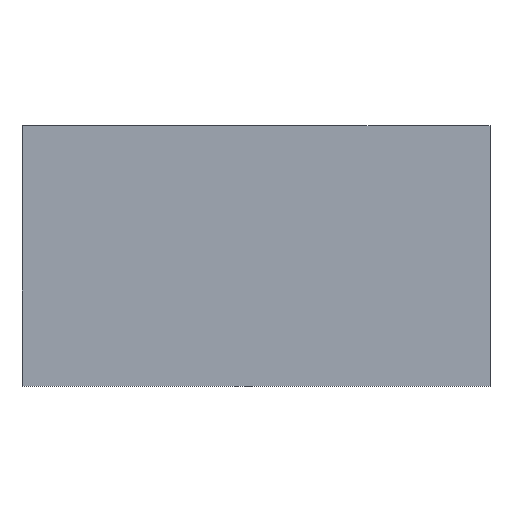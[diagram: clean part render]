
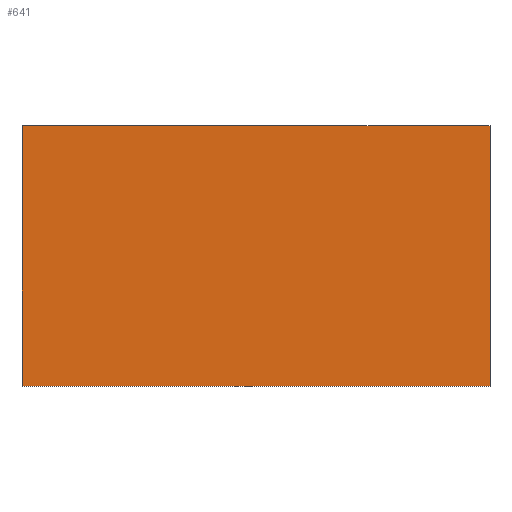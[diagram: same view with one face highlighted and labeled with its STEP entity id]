
A CAD part, top view. The second image highlights one B-rep face of the part: STEP entity #641.
In plain terms, the highlighted planar face has unit normal (0, 0, 1).
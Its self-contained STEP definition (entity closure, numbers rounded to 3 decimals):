
#35=FACE_OUTER_BOUND('',#67,.T.);
#67=EDGE_LOOP('',(#537,#538,#539,#540));
#108=LINE('',#917,#198);
#154=LINE('',#1008,#244);
#157=LINE('',#1014,#247);
#158=LINE('',#1015,#248);
#198=VECTOR('',#742,10.);
#244=VECTOR('',#816,10.);
#247=VECTOR('',#821,10.);
#248=VECTOR('',#822,10.);
#283=VERTEX_POINT('',#914);
#284=VERTEX_POINT('',#916);
#315=VERTEX_POINT('',#1007);
#317=VERTEX_POINT('',#1013);
#348=EDGE_CURVE('',#283,#284,#108,.T.);
#394=EDGE_CURVE('',#315,#283,#154,.T.);
#397=EDGE_CURVE('',#317,#284,#157,.T.);
#398=EDGE_CURVE('',#315,#317,#158,.T.);
#537=ORIENTED_EDGE('',*,*,#397,.T.);
#538=ORIENTED_EDGE('',*,*,#348,.F.);
#539=ORIENTED_EDGE('',*,*,#394,.F.);
#540=ORIENTED_EDGE('',*,*,#398,.T.);
#609=PLANE('',#687);
#641=ADVANCED_FACE('',(#35),#609,.T.);
#687=AXIS2_PLACEMENT_3D('',#1012,#819,#820);
#742=DIRECTION('',(1.,0.,0.));
#816=DIRECTION('',(0.,1.,0.));
#819=DIRECTION('center_axis',(0.,0.,1.));
#820=DIRECTION('ref_axis',(1.,0.,0.));
#821=DIRECTION('',(0.,1.,0.));
#822=DIRECTION('',(1.,0.,0.));
#914=CARTESIAN_POINT('',(-48.,54.,15.));
#916=CARTESIAN_POINT('',(49.,54.,15.));
#917=CARTESIAN_POINT('',(-48.,54.,15.));
#1007=CARTESIAN_POINT('',(-48.,0.,15.));
#1008=CARTESIAN_POINT('',(-48.,0.,15.));
#1012=CARTESIAN_POINT('Origin',(-48.,0.,15.));
#1013=CARTESIAN_POINT('',(49.,0.,15.));
#1014=CARTESIAN_POINT('',(49.,0.,15.));
#1015=CARTESIAN_POINT('',(-48.,0.,15.));
